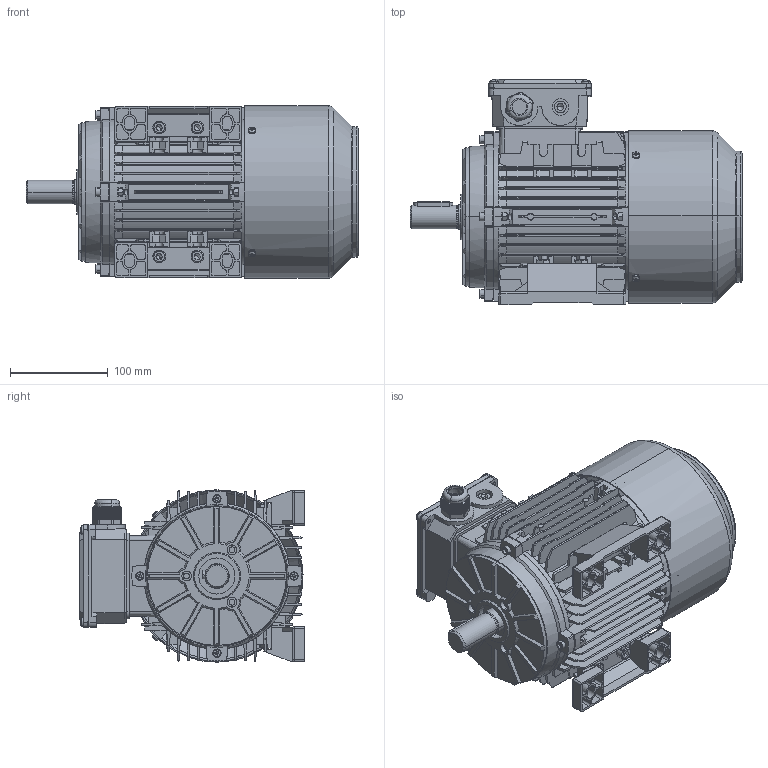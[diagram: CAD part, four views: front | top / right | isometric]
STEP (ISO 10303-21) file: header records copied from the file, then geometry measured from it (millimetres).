
FILE_DESCRIPTION (( 'STEP AP203' ), '1' );
FILE_NAME ('T90S B3(源樓酗).STEP', '2018-01-17T03:12:31', ( 'Users' ), ( 'Microsoft' ), 'SwSTEP 2.0', 'SolidWorks 2008', '' );
FILE_SCHEMA (( 'CONFIG_CONTROL_DESIGN' ));
Length unit declared in the file: millimetre
Products named in the file (18): Plain parallel keys_GB_CONNECTING_PIECE_KEYS_CSK 8X40; Cross recessed thread forming screws GB_GB_CROSS_SCREWS_TYPE138 M4X12-N; Hexagon nuts grade C GB_GB_FASTENER_NUT_SNC1 M5-N; TA90前盖1_默认; 新接线盒盖80-100_默认; T90S B3(源樓酗); T90S机壳_默认; T90L转轴_默认; 90风叶_默认; 80-100出线螺套_默认; Hexagon socket head cap screws GB_GB_FASTENER_SCREWS_HSHCS M5X25-N; T90S底脚_默认; Hexagon nuts grade C GB_GB_FASTENER_NUT_SNC1 M8-N; Hexagon socket head cap screws GB_GB_FASTENER_SCREWS_HSHCS M8X25-N; 新接线盒座80-100_默认; Cross recessed thread forming screws GB_GB_CROSS_SCREWS_TYPE138 M5X12-N; T90加深后盖_默认; TA90风罩（加长）_默认
Assembly tree (44 placements, depth 2):
  T90S B3(源樓酗)
    T90S底脚_默认  x2
    Hexagon socket head cap screws GB_GB_FASTENER_SCREWS_HSHCS M8X25-N  x4
    Cross recessed thread forming screws GB_GB_CROSS_SCREWS_TYPE138 M4X12-N  x4
    T90L转轴_默认
    Hexagon nuts grade C GB_GB_FASTENER_NUT_SNC1 M8-N  x4
    Hexagon nuts grade C GB_GB_FASTENER_NUT_SNC1 M5-N  x8
    Cross recessed thread forming screws GB_GB_CROSS_SCREWS_TYPE138 M5X12-N  x4
    Hexagon socket head cap screws GB_GB_FASTENER_SCREWS_HSHCS M5X25-N  x8
    90风叶_默认
    新接线盒盖80-100_默认
    Plain parallel keys_GB_CONNECTING_PIECE_KEYS_CSK 8X40
    新接线盒座80-100_默认
    TA90风罩（加长）_默认
    80-100出线螺套_默认
    T90加深后盖_默认
    T90S机壳_默认
    TA90前盖1_默认
Bounding box: 340 x 231 x 176.49 mm (x, y, z)
Volume: 1313870.7 mm3; surface area: 860422.9 mm2
Topology: 44 solids, 44 shells, 4015 faces, 10721 edges, 6875 vertices
Faces by surface type: plane 2462, cylinder 1030, cone 281, torus 144, sphere 64, bspline 34
Entity records: 112907 total; most frequent: CARTESIAN_POINT 27746, ORIENTED_EDGE 18036, DIRECTION 16161, EDGE_CURVE 9018, VERTEX_POINT 5825, VECTOR 5767, LINE 5767, AXIS2_PLACEMENT_3D 5197
